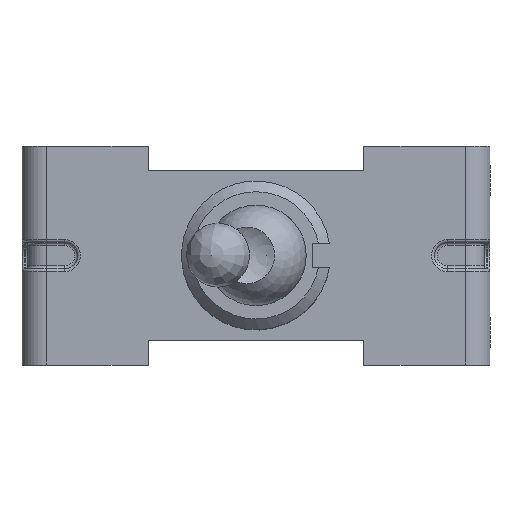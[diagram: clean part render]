
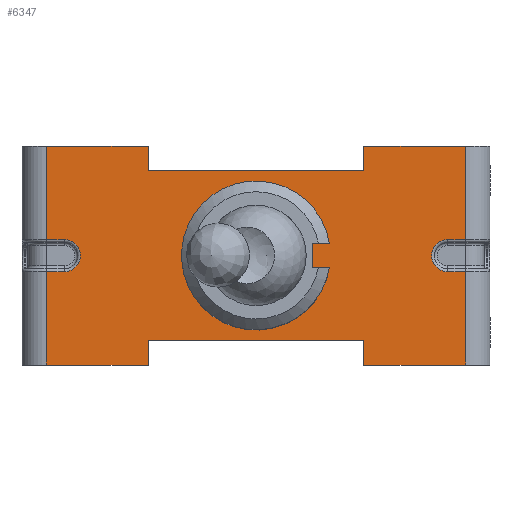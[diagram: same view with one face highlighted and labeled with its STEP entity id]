
A CAD part, top view. The second image highlights one B-rep face of the part: STEP entity #6347.
In plain terms, the highlighted planar face has unit normal (0, 0, 1).
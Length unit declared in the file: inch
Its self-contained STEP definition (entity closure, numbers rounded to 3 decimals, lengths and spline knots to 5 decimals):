
#82=FACE_BOUND('',#2437,.T.);
#391=PLANE('',#6997);
#417=LINE('',#9029,#1064);
#420=LINE('',#9037,#1067);
#422=LINE('',#9051,#1069);
#840=LINE('',#10123,#1487);
#859=LINE('',#10228,#1506);
#864=LINE('',#10248,#1511);
#865=LINE('',#10255,#1512);
#883=LINE('',#10326,#1530);
#909=LINE('',#10457,#1556);
#928=LINE('',#10512,#1575);
#929=LINE('',#10523,#1576);
#986=LINE('',#10671,#1633);
#990=LINE('',#10680,#1637);
#993=LINE('',#10684,#1640);
#996=LINE('',#10692,#1643);
#1000=LINE('',#10701,#1647);
#1003=LINE('',#10705,#1650);
#1005=LINE('',#10709,#1652);
#1008=LINE('',#10714,#1655);
#1011=LINE('',#10719,#1658);
#1015=LINE('',#10726,#1662);
#1064=VECTOR('',#7072,0.3937);
#1067=VECTOR('',#7077,0.3937);
#1069=VECTOR('',#7089,0.3937);
#1487=VECTOR('',#8117,0.3937);
#1506=VECTOR('',#8252,0.3937);
#1511=VECTOR('',#8277,0.3937);
#1512=VECTOR('',#8288,0.3937);
#1530=VECTOR('',#8368,0.3937);
#1556=VECTOR('',#8532,0.3937);
#1575=VECTOR('',#8585,0.3937);
#1576=VECTOR('',#8604,0.3937);
#1633=VECTOR('',#8771,0.3937);
#1637=VECTOR('',#8777,0.3937);
#1640=VECTOR('',#8782,0.3937);
#1643=VECTOR('',#8787,0.3937);
#1647=VECTOR('',#8793,0.3937);
#1650=VECTOR('',#8798,0.3937);
#1652=VECTOR('',#8804,0.3937);
#1655=VECTOR('',#8811,0.3937);
#1658=VECTOR('',#8818,0.3937);
#1662=VECTOR('',#8828,0.3937);
#2055=FACE_OUTER_BOUND('',#2436,.T.);
#2436=EDGE_LOOP('',(#5862,#5863,#5864,#5865,#5866,#5867,#5868,#5869,#5870,
#5871,#5872,#5873,#5874,#5875,#5876,#5877,#5878,#5879,#5880,#5881));
#2437=EDGE_LOOP('',(#5882,#5883,#5884,#5885));
#2473=CIRCLE('',#6413,0.12244);
#2605=CIRCLE('',#6796,0.02638);
#2674=CIRCLE('',#6920,0.02638);
#2710=VERTEX_POINT('',#9017);
#2711=VERTEX_POINT('',#9019);
#2714=VERTEX_POINT('',#9026);
#2715=VERTEX_POINT('',#9028);
#3068=VERTEX_POINT('',#10119);
#3069=VERTEX_POINT('',#10121);
#3096=VERTEX_POINT('',#10225);
#3097=VERTEX_POINT('',#10227);
#3102=VERTEX_POINT('',#10247);
#3103=VERTEX_POINT('',#10251);
#3123=VERTEX_POINT('',#10320);
#3125=VERTEX_POINT('',#10324);
#3159=VERTEX_POINT('',#10453);
#3161=VERTEX_POINT('',#10456);
#3180=VERTEX_POINT('',#10511);
#3181=VERTEX_POINT('',#10517);
#3216=VERTEX_POINT('',#10668);
#3217=VERTEX_POINT('',#10670);
#3220=VERTEX_POINT('',#10677);
#3221=VERTEX_POINT('',#10679);
#3224=VERTEX_POINT('',#10689);
#3225=VERTEX_POINT('',#10691);
#3228=VERTEX_POINT('',#10698);
#3229=VERTEX_POINT('',#10700);
#3266=EDGE_CURVE('',#2710,#2711,#2473,.T.);
#3270=EDGE_CURVE('',#2714,#2715,#417,.T.);
#3274=EDGE_CURVE('',#2715,#2710,#420,.T.);
#3280=EDGE_CURVE('',#2711,#2714,#422,.T.);
#3811=EDGE_CURVE('',#3068,#3069,#840,.T.);
#3863=EDGE_CURVE('',#3097,#3096,#859,.T.);
#3873=EDGE_CURVE('',#3068,#3102,#864,.T.);
#3875=EDGE_CURVE('',#3102,#3103,#2605,.T.);
#3877=EDGE_CURVE('',#3103,#3096,#865,.T.);
#3911=EDGE_CURVE('',#3123,#3125,#883,.T.);
#3976=EDGE_CURVE('',#3161,#3159,#909,.T.);
#4005=EDGE_CURVE('',#3123,#3180,#928,.T.);
#4008=EDGE_CURVE('',#3180,#3181,#2674,.T.);
#4011=EDGE_CURVE('',#3181,#3159,#929,.T.);
#4084=EDGE_CURVE('',#3217,#3216,#986,.T.);
#4088=EDGE_CURVE('',#3221,#3220,#990,.T.);
#4091=EDGE_CURVE('',#3220,#3217,#993,.T.);
#4094=EDGE_CURVE('',#3225,#3224,#996,.T.);
#4098=EDGE_CURVE('',#3229,#3228,#1000,.T.);
#4101=EDGE_CURVE('',#3228,#3225,#1003,.T.);
#4103=EDGE_CURVE('',#3216,#3097,#1005,.T.);
#4106=EDGE_CURVE('',#3229,#3069,#1008,.T.);
#4109=EDGE_CURVE('',#3221,#3125,#1011,.T.);
#4113=EDGE_CURVE('',#3224,#3161,#1015,.T.);
#5862=ORIENTED_EDGE('',*,*,#4094,.T.);
#5863=ORIENTED_EDGE('',*,*,#4113,.T.);
#5864=ORIENTED_EDGE('',*,*,#3976,.T.);
#5865=ORIENTED_EDGE('',*,*,#4011,.F.);
#5866=ORIENTED_EDGE('',*,*,#4008,.F.);
#5867=ORIENTED_EDGE('',*,*,#4005,.F.);
#5868=ORIENTED_EDGE('',*,*,#3911,.T.);
#5869=ORIENTED_EDGE('',*,*,#4109,.F.);
#5870=ORIENTED_EDGE('',*,*,#4088,.T.);
#5871=ORIENTED_EDGE('',*,*,#4091,.T.);
#5872=ORIENTED_EDGE('',*,*,#4084,.T.);
#5873=ORIENTED_EDGE('',*,*,#4103,.T.);
#5874=ORIENTED_EDGE('',*,*,#3863,.T.);
#5875=ORIENTED_EDGE('',*,*,#3877,.F.);
#5876=ORIENTED_EDGE('',*,*,#3875,.F.);
#5877=ORIENTED_EDGE('',*,*,#3873,.F.);
#5878=ORIENTED_EDGE('',*,*,#3811,.T.);
#5879=ORIENTED_EDGE('',*,*,#4106,.F.);
#5880=ORIENTED_EDGE('',*,*,#4098,.T.);
#5881=ORIENTED_EDGE('',*,*,#4101,.T.);
#5882=ORIENTED_EDGE('',*,*,#3274,.F.);
#5883=ORIENTED_EDGE('',*,*,#3270,.F.);
#5884=ORIENTED_EDGE('',*,*,#3280,.F.);
#5885=ORIENTED_EDGE('',*,*,#3266,.F.);
#6347=ADVANCED_FACE('',(#2055,#82),#391,.T.);
#6413=AXIS2_PLACEMENT_3D('',#9020,#7065,#7066);
#6796=AXIS2_PLACEMENT_3D('',#10252,#8282,#8283);
#6920=AXIS2_PLACEMENT_3D('',#10518,#8594,#8595);
#6997=AXIS2_PLACEMENT_3D('',#10732,#8837,#8838);
#7065=DIRECTION('center_axis',(0.,0.,
1.));
#7066=DIRECTION('ref_axis',(0.986,0.164,0.));
#7072=DIRECTION('',(0.,1.,0.));
#7077=DIRECTION('',(1.,0.,0.));
#7089=DIRECTION('',(-1.,0.,0.));
#8117=DIRECTION('',(0.,1.,0.));
#8252=DIRECTION('',(0.,1.,0.));
#8277=DIRECTION('',(-1.,0.,0.));
#8282=DIRECTION('center_axis',(0.,0.,
1.));
#8283=DIRECTION('ref_axis',(-1.,0.,0.));
#8288=DIRECTION('',(1.,0.,0.));
#8368=DIRECTION('',(0.,-1.,0.));
#8532=DIRECTION('',(0.,-1.,0.));
#8585=DIRECTION('',(1.,0.,0.));
#8594=DIRECTION('center_axis',(0.,0.,
1.));
#8595=DIRECTION('ref_axis',(1.,0.,0.));
#8604=DIRECTION('',(-1.,0.,0.));
#8771=DIRECTION('',(0.,-1.,0.));
#8777=DIRECTION('',(0.,1.,0.));
#8782=DIRECTION('',(1.,0.,0.));
#8787=DIRECTION('',(0.,1.,0.));
#8793=DIRECTION('',(0.,-1.,0.));
#8798=DIRECTION('',(-1.,0.,0.));
#8804=DIRECTION('',(1.,0.,0.));
#8811=DIRECTION('',(1.,0.,0.));
#8818=DIRECTION('',(-1.,0.,0.));
#8828=DIRECTION('',(-1.,0.,0.));
#8837=DIRECTION('center_axis',(0.,0.,
1.));
#8838=DIRECTION('ref_axis',(1.,0.,0.));
#9017=CARTESIAN_POINT('',(0.12078,0.02008,0.37008));
#9019=CARTESIAN_POINT('',(0.12078,-0.02008,0.37008));
#9020=CARTESIAN_POINT('Origin',(0.,0.,
0.37008));
#9026=CARTESIAN_POINT('',(0.09283,-0.02008,0.37008));
#9028=CARTESIAN_POINT('',(0.09283,0.02008,0.37008));
#9029=CARTESIAN_POINT('',(0.09283,-0.02008,0.37008));
#9037=CARTESIAN_POINT('',(0.09283,0.02008,0.37008));
#9051=CARTESIAN_POINT('',(0.12078,-0.02008,0.37008));
#10119=CARTESIAN_POINT('',(0.34488,0.02638,0.37008));
#10121=CARTESIAN_POINT('',(0.34488,0.17992,0.37008));
#10123=CARTESIAN_POINT('',(0.34488,-0.075,0.37008));
#10225=CARTESIAN_POINT('',(0.34488,-0.02638,0.37008));
#10227=CARTESIAN_POINT('',(0.34488,-0.17992,0.37008));
#10228=CARTESIAN_POINT('',(0.34488,-0.075,0.37008));
#10247=CARTESIAN_POINT('',(0.31535,0.02638,0.37008));
#10248=CARTESIAN_POINT('',(0.19252,0.02638,0.37008));
#10251=CARTESIAN_POINT('',(0.31535,-0.02638,0.37008));
#10252=CARTESIAN_POINT('Origin',(0.31535,0.,
0.37008));
#10255=CARTESIAN_POINT('',(0.19252,-0.02638,0.37008));
#10320=CARTESIAN_POINT('',(-0.34488,-0.02638,0.37008));
#10324=CARTESIAN_POINT('',(-0.34488,-0.17992,0.37008));
#10326=CARTESIAN_POINT('',(-0.34488,0.075,0.37008));
#10453=CARTESIAN_POINT('',(-0.34488,0.02638,0.37008));
#10456=CARTESIAN_POINT('',(-0.34488,0.17992,0.37008));
#10457=CARTESIAN_POINT('',(-0.34488,0.075,0.37008));
#10511=CARTESIAN_POINT('',(-0.31535,-0.02638,0.37008));
#10512=CARTESIAN_POINT('',(-0.19252,-0.02638,0.37008));
#10517=CARTESIAN_POINT('',(-0.31535,0.02638,0.37008));
#10518=CARTESIAN_POINT('Origin',(-0.31535,0.,
0.37008));
#10523=CARTESIAN_POINT('',(-0.19252,0.02638,0.37008));
#10668=CARTESIAN_POINT('',(0.17717,-0.17992,0.37008));
#10670=CARTESIAN_POINT('',(0.17717,-0.13937,0.37008));
#10671=CARTESIAN_POINT('',(0.17717,-0.075,0.37008));
#10677=CARTESIAN_POINT('',(-0.17717,-0.13937,0.37008));
#10679=CARTESIAN_POINT('',(-0.17717,-0.17992,0.37008));
#10680=CARTESIAN_POINT('',(-0.17717,-0.06969,0.37008));
#10684=CARTESIAN_POINT('',(0.08858,-0.13937,0.37008));
#10689=CARTESIAN_POINT('',(-0.17717,0.17992,0.37008));
#10691=CARTESIAN_POINT('',(-0.17717,0.13937,0.37008));
#10692=CARTESIAN_POINT('',(-0.17717,0.075,0.37008));
#10698=CARTESIAN_POINT('',(0.17717,0.13937,0.37008));
#10700=CARTESIAN_POINT('',(0.17717,0.17992,0.37008));
#10701=CARTESIAN_POINT('',(0.17717,0.06969,0.37008));
#10705=CARTESIAN_POINT('',(-0.08858,0.13937,0.37008));
#10709=CARTESIAN_POINT('',(0.22913,-0.17992,0.37008));
#10714=CARTESIAN_POINT('',(0.22913,0.17992,0.37008));
#10719=CARTESIAN_POINT('',(-0.22913,-0.17992,0.37008));
#10726=CARTESIAN_POINT('',(-0.22913,0.17992,0.37008));
#10732=CARTESIAN_POINT('Origin',(0.,0.,
0.37008));
